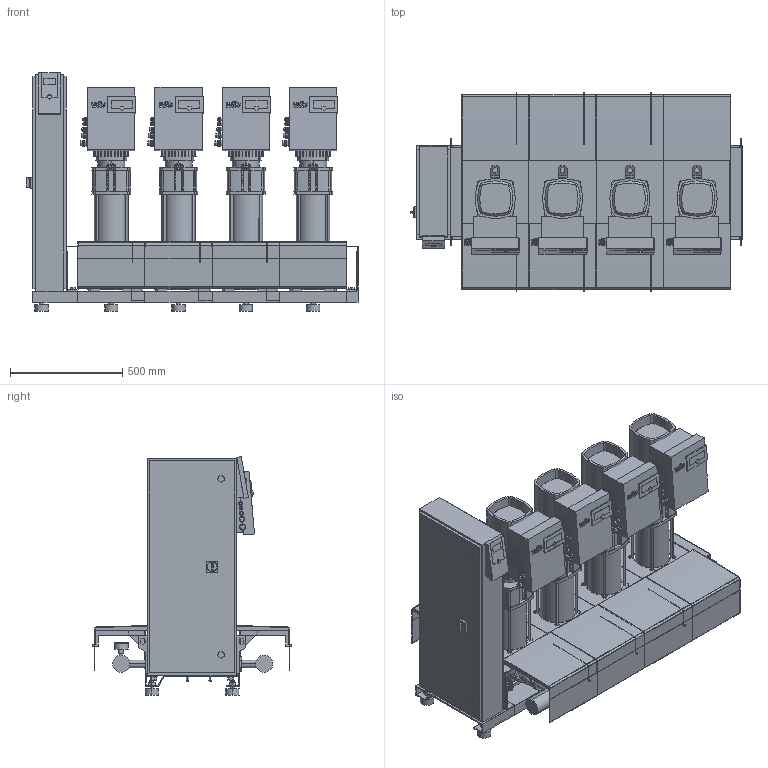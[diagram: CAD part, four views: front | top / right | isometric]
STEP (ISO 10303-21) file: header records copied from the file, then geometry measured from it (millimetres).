
FILE_DESCRIPTION((''),'2;1');
FILE_NAME('3d_SiBoostSmart4HelixEXCEL410-2537638.stp','2016-08-24T10:25:19',(''),(''),'Mechanical Desktop 2009','Mechanical Desktop 2009',', , ');
FILE_SCHEMA(('CONFIG_CONTROL_DESIGN'));
Length unit declared in the file: millimetre
Products named in the file (1): Product
Bounding box: 1480 x 885 x 1063.4 mm (x, y, z)
Volume: 184081457.3 mm3; surface area: 17169958.6 mm2
Topology: 221 solids, 221 shells, 6755 faces, 17236 edges, 11242 vertices
Faces by surface type: plane 2705, bspline 2373, cylinder 1449, cone 214, torus 10, sphere 4
Entity records: 215905 total; most frequent: CARTESIAN_POINT 56043, ORIENTED_EDGE 34432, DIRECTION 30062, EDGE_CURVE 17216, VECTOR 11928, LINE 11928, VERTEX_POINT 11238, AXIS2_PLACEMENT_3D 9067
